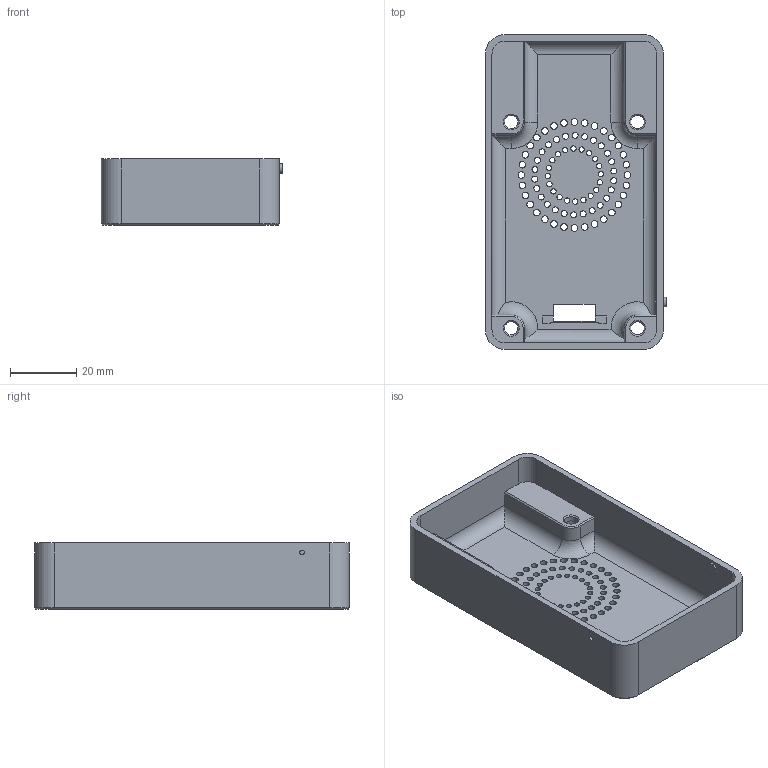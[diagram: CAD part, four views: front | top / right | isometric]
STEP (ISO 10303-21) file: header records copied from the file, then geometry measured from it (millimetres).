
FILE_DESCRIPTION(/* description */ (''),/* implementation_level */ '2;1');
FILE_NAME(/* name */ 'Pithy Screen Plus Mount A.step',/* time_stamp */ '2021-02-01T21:11:26+00:00',/* author */ (''),/* organization */ (''),/* preprocessor_version */ 'ST-DEVELOPER v18.1',/* originating_system */ 'Autodesk Translation Framework v9.7.0.1280',/* authorisation */ '');
FILE_SCHEMA (('AUTOMOTIVE_DESIGN { 1 0 10303 214 3 1 1 }'));
Length unit declared in the file: millimetre
Products named in the file (2): Pithy Screen Plus Base; Secret Switch
Assembly tree (1 placements, depth 2):
  Pithy Screen Plus Base
    Secret Switch
Bounding box: 54.72 x 95.05 x 20 mm (x, y, z)
Volume: 25679.7 mm3; surface area: 21399.3 mm2
Topology: 2 solids, 2 shells, 191 faces, 514 edges, 330 vertices
Faces by surface type: cylinder 111, plane 56, cone 20, torus 4
Full cylindrical faces by diameter (mm): 1.4 x1, 1.6 x20, 1.8 x26, 2 x32, 2.9 x1, 3.3 x1, 4 x5, 4.2 x1, 6 x4
Entity records: 6488 total; most frequent: DIRECTION 1136, CARTESIAN_POINT 1088, ORIENTED_EDGE 1028, EDGE_CURVE 514, AXIS2_PLACEMENT_3D 436, EDGE_LOOP 364, VERTEX_POINT 330, LINE 264
